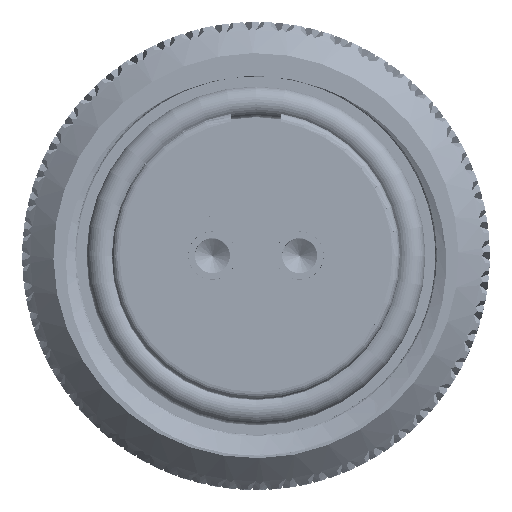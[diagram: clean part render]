
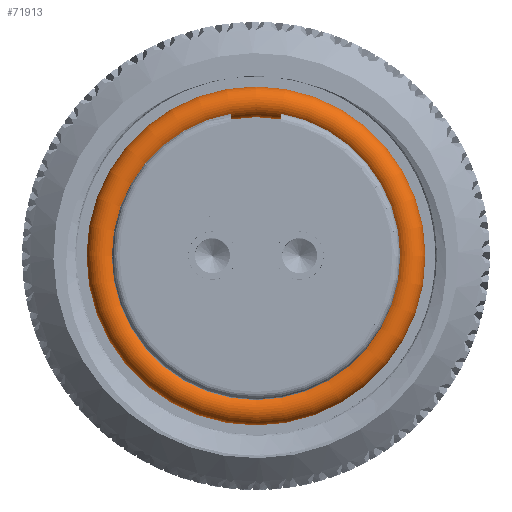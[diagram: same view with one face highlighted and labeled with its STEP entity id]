
A CAD part, top view. The second image highlights one B-rep face of the part: STEP entity #71913.
In plain terms, the highlighted toroidal (fillet/blend) face has major radius 5.025 mm and minor radius 0.5 mm.
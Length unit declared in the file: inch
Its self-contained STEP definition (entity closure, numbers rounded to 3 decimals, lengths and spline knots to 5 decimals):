
#538=TOROIDAL_SURFACE('',#74172,0.19783,0.01969);
#4266=CIRCLE('',#74173,0.01969);
#4267=CIRCLE('',#74174,0.17815);
#9269=FACE_OUTER_BOUND('',#13752,.T.);
#13752=EDGE_LOOP('',(#56302,#56303,#56304,#56305));
#28324=VERTEX_POINT('',#207750);
#37980=EDGE_CURVE('',#28324,#28324,#4266,.T.);
#37981=EDGE_CURVE('',#28324,#28324,#4267,.T.);
#56302=ORIENTED_EDGE('',*,*,#37980,.F.);
#56303=ORIENTED_EDGE('',*,*,#37981,.T.);
#56304=ORIENTED_EDGE('',*,*,#37980,.T.);
#56305=ORIENTED_EDGE('',*,*,#37981,.F.);
#71913=ADVANCED_FACE('',(#9269),#538,.T.);
#74172=AXIS2_PLACEMENT_3D('',#207749,#78566,#78567);
#74173=AXIS2_PLACEMENT_3D('',#207751,#78568,#78569);
#74174=AXIS2_PLACEMENT_3D('',#207752,#78570,#78571);
#78566=DIRECTION('center_axis',(1.,0.,0.));
#78567=DIRECTION('ref_axis',(0.,0.,-1.));
#78568=DIRECTION('center_axis',(0.,-1.,0.));
#78569=DIRECTION('ref_axis',(0.,0.,1.));
#78570=DIRECTION('center_axis',(-1.,0.,0.));
#78571=DIRECTION('ref_axis',(0.,0.,-1.));
#207749=CARTESIAN_POINT('Origin',(0.,0.,0.));
#207750=CARTESIAN_POINT('',(0.,0.,
0.17815));
#207751=CARTESIAN_POINT('Origin',(0.,0.,0.19783));
#207752=CARTESIAN_POINT('Origin',(0.,0.,0.));
